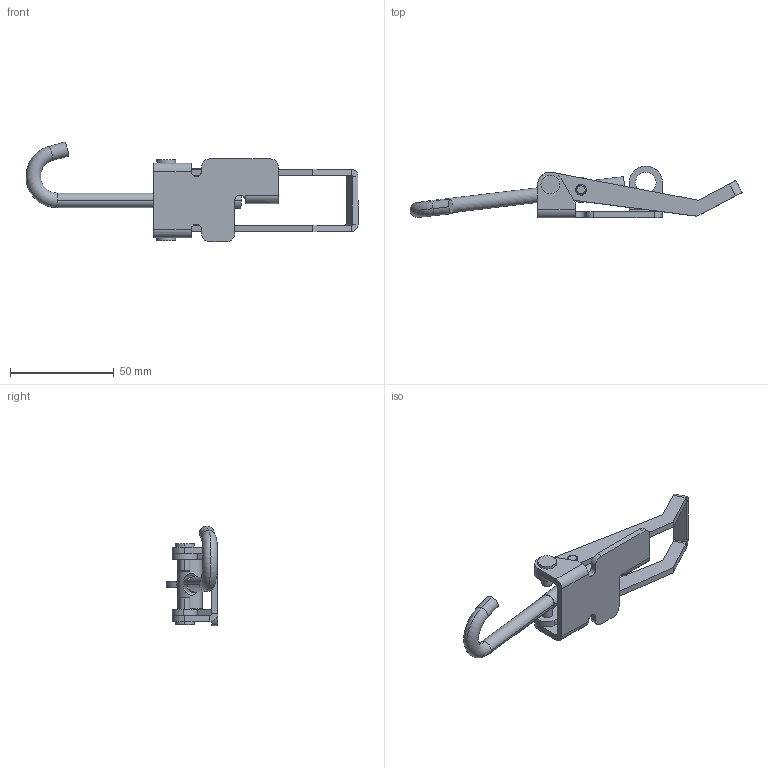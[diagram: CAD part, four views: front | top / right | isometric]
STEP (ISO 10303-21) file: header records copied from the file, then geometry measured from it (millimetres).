
FILE_DESCRIPTION (( 'STEP AP214' ), '1' );
FILE_NAME ('542402 - 703 H LA Stainless.STEP', '2017-02-07T11:47:45', ( '' ), ( '' ), 'SwSTEP 2.0', 'SolidWorks 2015', '' );
FILE_SCHEMA (( 'AUTOMOTIVE_DESIGN' ));
Length unit declared in the file: millimetre
Products named in the file (6): 703 - Hake; 703 - Rulle RF; 704 - Rivet Gradin; 703 RF - Bygel; 703 - Platta LA RF; 542402 - 703 H LA Stainless
Assembly tree (6 placements, depth 2):
  542402 - 703 H LA Stainless
    703 - Platta LA RF
    703 RF - Bygel
    704 - Rivet Gradin  x2
    703 - Rulle RF
    703 - Hake
Bounding box: 159.87 x 25 x 48.1 mm (x, y, z)
Volume: 21564.5 mm3; surface area: 16591.6 mm2
Topology: 6 solids, 6 shells, 144 faces, 330 edges, 205 vertices
Faces by surface type: cylinder 65, plane 65, cone 12, torus 2
Entity records: 4201 total; most frequent: CARTESIAN_POINT 780, DIRECTION 723, ORIENTED_EDGE 616, EDGE_CURVE 308, AXIS2_PLACEMENT_3D 278, VERTEX_POINT 191, LINE 167, VECTOR 167
